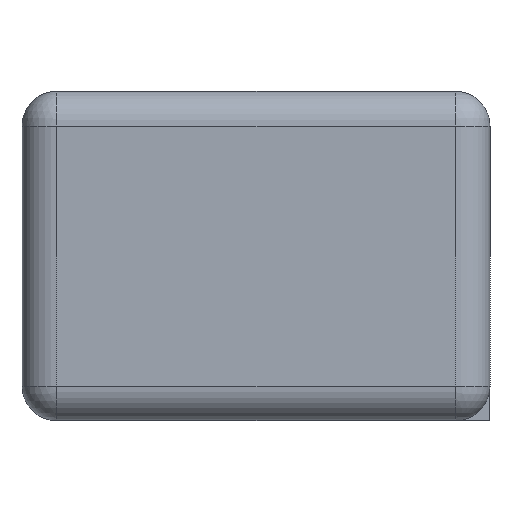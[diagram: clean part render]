
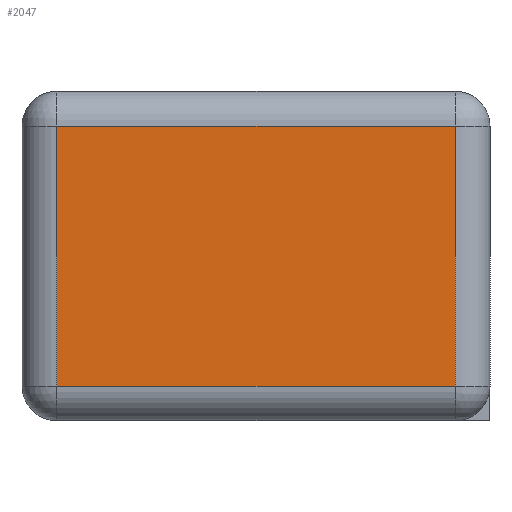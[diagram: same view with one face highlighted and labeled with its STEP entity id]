
A CAD part, left-side view. The second image highlights one B-rep face of the part: STEP entity #2047.
In plain terms, the highlighted planar face has unit normal (-1, 0, 0).
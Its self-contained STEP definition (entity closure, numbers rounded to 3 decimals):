
#1653=CARTESIAN_POINT('',(-1.1,0.575,0.1));
#1654=VERTEX_POINT('',#1653);
#1697=CARTESIAN_POINT('',(-1.1,-0.575,0.1));
#1698=VERTEX_POINT('',#1697);
#1723=CARTESIAN_POINT('',(-1.1,0.575,0.85));
#1724=VERTEX_POINT('',#1723);
#1767=CARTESIAN_POINT('',(-1.1,-0.575,0.85));
#1768=VERTEX_POINT('',#1767);
#1792=CARTESIAN_POINT('',(-1.1,0.575,0.85));
#1793=DIRECTION('',(0.0,-1.0,0.0));
#1794=VECTOR('',#1793,1.15);
#1795=LINE('',#1792,#1794);
#1796=EDGE_CURVE('',#1724,#1768,#1795,.T.);
#1814=CARTESIAN_POINT('',(-1.1,-0.575,0.85));
#1815=DIRECTION('',(0.0,0.0,-1.0));
#1816=VECTOR('',#1815,0.75);
#1817=LINE('',#1814,#1816);
#1818=EDGE_CURVE('',#1768,#1698,#1817,.T.);
#1875=CARTESIAN_POINT('',(-1.1,0.575,0.1));
#1876=DIRECTION('',(0.0,0.0,1.0));
#1877=VECTOR('',#1876,0.75);
#1878=LINE('',#1875,#1877);
#1879=EDGE_CURVE('',#1654,#1724,#1878,.T.);
#1961=CARTESIAN_POINT('',(-1.1,-0.575,0.1));
#1962=DIRECTION('',(0.0,1.0,0.0));
#1963=VECTOR('',#1962,1.15);
#1964=LINE('',#1961,#1963);
#1965=EDGE_CURVE('',#1698,#1654,#1964,.T.);
#2036=CARTESIAN_POINT('',(-1.1,-0.675,0.0));
#2037=DIRECTION('',(-1.0,0.0,0.0));
#2038=DIRECTION('',(0.0,0.0,1.0));
#2039=AXIS2_PLACEMENT_3D('',#2036,#2037,#2038);
#2040=PLANE('',#2039);
#2041=ORIENTED_EDGE('',*,*,#1796,.F.);
#2042=ORIENTED_EDGE('',*,*,#1879,.F.);
#2043=ORIENTED_EDGE('',*,*,#1965,.F.);
#2044=ORIENTED_EDGE('',*,*,#1818,.F.);
#2045=EDGE_LOOP('',(#2041,#2042,#2043,#2044));
#2046=FACE_OUTER_BOUND('',#2045,.T.);
#2047=ADVANCED_FACE('',(#2046),#2040,.T.);
